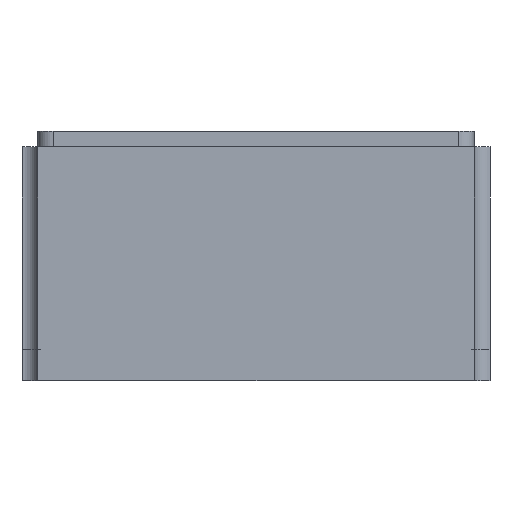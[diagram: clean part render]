
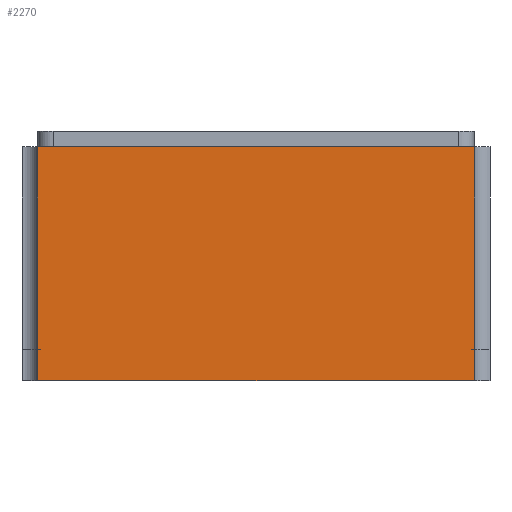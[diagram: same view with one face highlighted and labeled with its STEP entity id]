
A CAD part, front view. The second image highlights one B-rep face of the part: STEP entity #2270.
In plain terms, the highlighted planar face has unit normal (0, -1, 0).
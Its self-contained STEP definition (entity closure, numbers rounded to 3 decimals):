
#142=PLANE($,#2440);
#267=FACE_OUTER_BOUND($,#404,.T.);
#404=EDGE_LOOP($,(#2059,#2060,#2061,#2062,#2063,#2064));
#612=LINE($,#3488,#892);
#673=LINE($,#3619,#953);
#677=LINE($,#3626,#957);
#685=LINE($,#3645,#965);
#686=LINE($,#3648,#966);
#687=LINE($,#3649,#967);
#892=VECTOR($,#2845,0.1);
#953=VECTOR($,#2958,0.1);
#957=VECTOR($,#2968,1.4);
#965=VECTOR($,#2988,0.65);
#966=VECTOR($,#2991,1.4);
#967=VECTOR($,#2992,0.65);
#1145=VERTEX_POINT($,#3484);
#1146=VERTEX_POINT($,#3486);
#1189=VERTEX_POINT($,#3616);
#1190=VERTEX_POINT($,#3618);
#1195=VERTEX_POINT($,#3643);
#1196=VERTEX_POINT($,#3647);
#1413=EDGE_CURVE($,#1145,#1146,#612,.T.);
#1476=EDGE_CURVE($,#1189,#1190,#673,.T.);
#1481=EDGE_CURVE($,#1145,#1189,#677,.T.);
#1491=EDGE_CURVE($,#1146,#1195,#685,.T.);
#1492=EDGE_CURVE($,#1196,#1195,#686,.T.);
#1493=EDGE_CURVE($,#1190,#1196,#687,.T.);
#2059=ORIENTED_EDGE($,*,*,#1481,.F.);
#2060=ORIENTED_EDGE($,*,*,#1413,.T.);
#2061=ORIENTED_EDGE($,*,*,#1491,.T.);
#2062=ORIENTED_EDGE($,*,*,#1492,.F.);
#2063=ORIENTED_EDGE($,*,*,#1493,.F.);
#2064=ORIENTED_EDGE($,*,*,#1476,.F.);
#2270=ADVANCED_FACE($,(#267),#142,.T.);
#2440=AXIS2_PLACEMENT_3D($,#3646,#2989,#2990);
#2845=DIRECTION($,(0.,0.,1.));
#2958=DIRECTION($,(0.,0.,1.));
#2968=DIRECTION($,(-1.,0.,0.));
#2988=DIRECTION($,(0.,0.,1.));
#2989=DIRECTION('center_axis',(0.,-1.,0.));
#2990=DIRECTION('ref_axis',(1.,0.,0.));
#2991=DIRECTION($,(1.,0.,0.));
#2992=DIRECTION($,(0.,0.,1.));
#3484=CARTESIAN_POINT('',(0.7,-1.6,0.));
#3486=CARTESIAN_POINT('',(0.7,-1.6,0.1));
#3488=CARTESIAN_POINT($,(0.7,-1.6,0.));
#3616=CARTESIAN_POINT('',(-0.7,-1.6,0.));
#3618=CARTESIAN_POINT('',(-0.7,-1.6,0.1));
#3619=CARTESIAN_POINT($,(-0.7,-1.6,0.));
#3626=CARTESIAN_POINT($,(0.7,-1.6,0.));
#3643=CARTESIAN_POINT('',(0.7,-1.6,0.75));
#3645=CARTESIAN_POINT($,(0.7,-1.6,0.));
#3646=CARTESIAN_POINT('Origin',(-0.7,-1.6,0.));
#3647=CARTESIAN_POINT('',(-0.7,-1.6,0.75));
#3648=CARTESIAN_POINT($,(0.7,-1.6,0.75));
#3649=CARTESIAN_POINT($,(-0.7,-1.6,0.));
